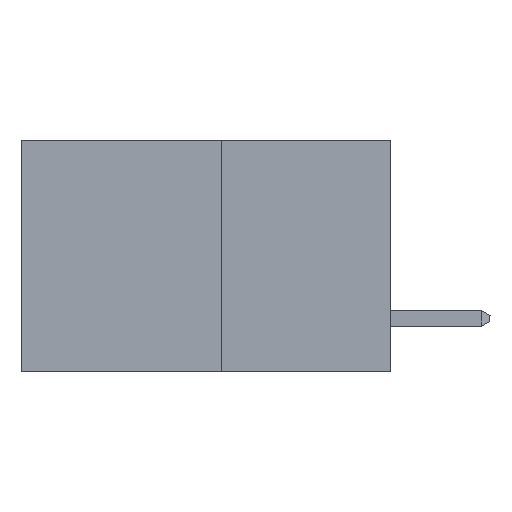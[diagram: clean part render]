
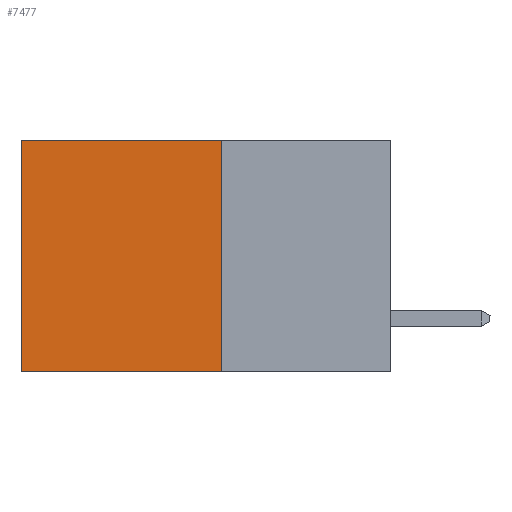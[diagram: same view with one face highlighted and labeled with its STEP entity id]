
A CAD part, left-side view. The second image highlights one B-rep face of the part: STEP entity #7477.
In plain terms, the highlighted planar face has unit normal (-1, 0, 0).
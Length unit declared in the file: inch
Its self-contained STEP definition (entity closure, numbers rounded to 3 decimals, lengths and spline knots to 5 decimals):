
#138 = DIRECTION ( 'NONE',  ( 0., 0., -1. ) ) ;
#334 = EDGE_CURVE ( 'NONE', #9161, #5854, #6052, .T. ) ;
#396 = ORIENTED_EDGE ( 'NONE', *, *, #2126, .T. ) ;
#404 = LINE ( 'NONE', #9311, #2283 ) ;
#727 = LINE ( 'NONE', #2758, #7262 ) ;
#1077 = CARTESIAN_POINT ( 'NONE',  ( 0.277, 0.59, -0.37 ) ) ;
#2070 = CARTESIAN_POINT ( 'NONE',  ( 0.277, 0.59, -0.37 ) ) ;
#2126 = EDGE_CURVE ( 'NONE', #2536, #9161, #727, .T. ) ;
#2275 = ORIENTED_EDGE ( 'NONE', *, *, #334, .T. ) ;
#2283 = VECTOR ( 'NONE', #138, 39.37008 ) ;
#2309 = CARTESIAN_POINT ( 'NONE',  ( 0.277, 0.27, -0.37 ) ) ;
#2407 = CARTESIAN_POINT ( 'NONE',  ( 0.277, 0.27, -0.37 ) ) ;
#2536 = VERTEX_POINT ( 'NONE', #7615 ) ;
#2680 = DIRECTION ( 'NONE',  ( 0., 1., 0. ) ) ;
#2758 = CARTESIAN_POINT ( 'NONE',  ( 0.277, 0.27, 0. ) ) ;
#2869 = EDGE_CURVE ( 'NONE', #3734, #5854, #8445, .T. ) ;
#3547 = EDGE_CURVE ( 'NONE', #2536, #3734, #404, .T. ) ;
#3734 = VERTEX_POINT ( 'NONE', #3869 ) ;
#3869 = CARTESIAN_POINT ( 'NONE',  ( 0.277, 0.27, -0.37 ) ) ;
#4042 = EDGE_LOOP ( 'NONE', ( #2275, #8610, #8802, #396 ) ) ;
#4385 = VECTOR ( 'NONE', #6564, 39.37008 ) ;
#5238 = DIRECTION ( 'NONE',  ( 0., 0., -1. ) ) ;
#5854 = VERTEX_POINT ( 'NONE', #1077 ) ;
#5977 = DIRECTION ( 'NONE',  ( 0., 0., -1. ) ) ;
#6052 = LINE ( 'NONE', #2070, #9650 ) ;
#6564 = DIRECTION ( 'NONE',  ( 0., 1., 0. ) ) ;
#7262 = VECTOR ( 'NONE', #2680, 39.37008 ) ;
#7477 = ADVANCED_FACE ( 'NONE', ( #7720 ), #9380, .F. ) ;
#7615 = CARTESIAN_POINT ( 'NONE',  ( 0.277, 0.27, 0. ) ) ;
#7720 = FACE_OUTER_BOUND ( 'NONE', #4042, .T. ) ;
#8445 = LINE ( 'NONE', #2407, #4385 ) ;
#8610 = ORIENTED_EDGE ( 'NONE', *, *, #2869, .F. ) ;
#8802 = ORIENTED_EDGE ( 'NONE', *, *, #3547, .F. ) ;
#9058 = CARTESIAN_POINT ( 'NONE',  ( 0.277, 0.59, 0. ) ) ;
#9161 = VERTEX_POINT ( 'NONE', #9058 ) ;
#9311 = CARTESIAN_POINT ( 'NONE',  ( 0.277, 0.27, -0.37 ) ) ;
#9380 = PLANE ( 'NONE',  #9981 ) ;
#9650 = VECTOR ( 'NONE', #5238, 39.37008 ) ;
#9981 = AXIS2_PLACEMENT_3D ( 'NONE', #2309, #9986, #5977 ) ;
#9986 = DIRECTION ( 'NONE',  ( 1., 0., 0. ) ) ;
